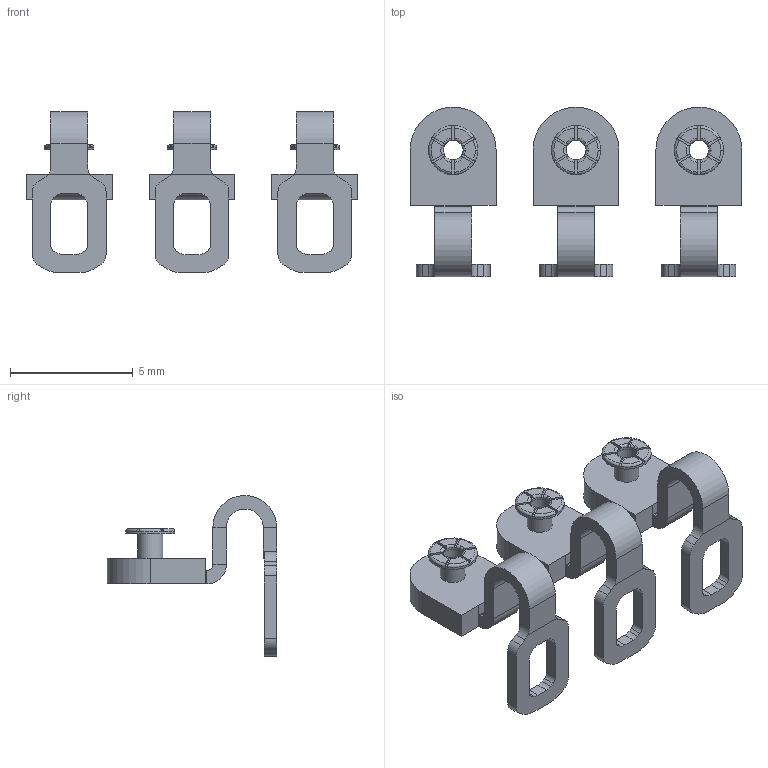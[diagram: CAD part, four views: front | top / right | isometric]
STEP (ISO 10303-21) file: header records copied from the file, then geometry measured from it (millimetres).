
FILE_DESCRIPTION(('FreeCAD Model'),'2;1');
FILE_NAME('TYPE-10.step','2019-06-14T21:49:59', ('Author'),(''),'Open CASCADE STEP processor 7.3','FreeCAD','Unknown' );
FILE_SCHEMA(('AUTOMOTIVE_DESIGN { 1 0 10303 214 1 1 1 1 }'));
Length unit declared in the file: millimetre
Products named in the file (1): Type-10
Bounding box: 13.5 x 6.9 x 6.55 mm (x, y, z)
Volume: 68.9 mm3; surface area: 317.2 mm2
Topology: 3 solids, 3 shells, 324 faces, 792 edges, 480 vertices
Faces by surface type: plane 201, cylinder 81, torus 42
Full cylindrical faces by diameter (mm): 0.8 x9, 1 x3, 1.02 x3, 2 x3
Entity records: 12282 total; most frequent: CARTESIAN_POINT 2317, DIRECTION 1652, ORIENTED_EDGE 1584, EDGE_CURVE 792, AXIS2_PLACEMENT_3D 607, VERTEX_POINT 480, LINE 438, VECTOR 438
